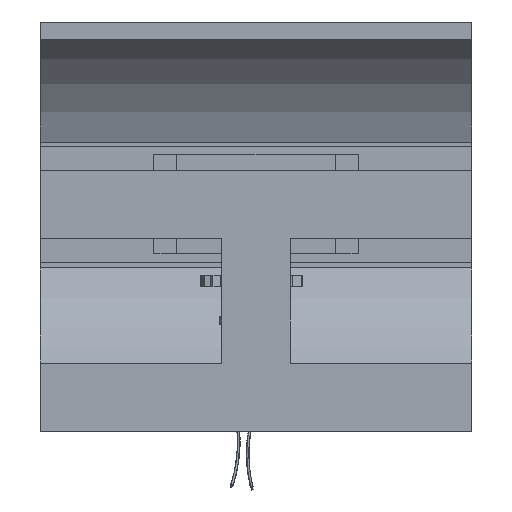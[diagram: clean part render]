
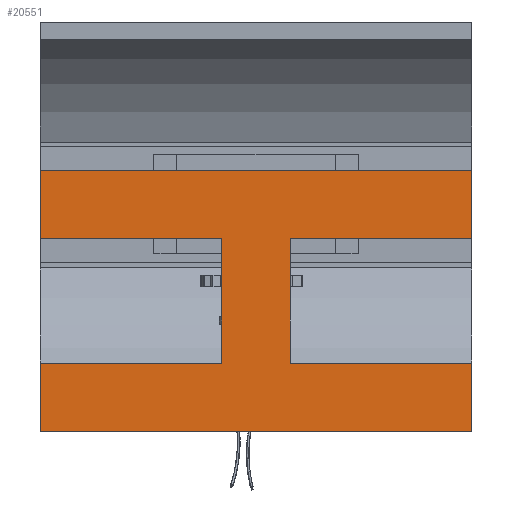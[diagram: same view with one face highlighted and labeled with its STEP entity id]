
A CAD part, front view. The second image highlights one B-rep face of the part: STEP entity #20551.
In plain terms, the highlighted planar face has unit normal (0, -1, 0).
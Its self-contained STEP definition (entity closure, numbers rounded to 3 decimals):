
#205 = LINE ( 'NONE', #11042, #21087 ) ;
#307 = EDGE_CURVE ( 'NONE', #34148, #1840, #3310, .T. ) ;
#1081 = VERTEX_POINT ( 'NONE', #11138 ) ;
#1169 = ORIENTED_EDGE ( 'NONE', *, *, #20341, .T. ) ;
#1840 = VERTEX_POINT ( 'NONE', #5168 ) ;
#2098 = VERTEX_POINT ( 'NONE', #19388 ) ;
#2884 = CARTESIAN_POINT ( 'NONE',  ( 190., -20., -55. ) ) ;
#3298 = VECTOR ( 'NONE', #25738, 1000. ) ;
#3310 = LINE ( 'NONE', #17863, #3298 ) ;
#3416 = ORIENTED_EDGE ( 'NONE', *, *, #4059, .F. ) ;
#3967 = DIRECTION ( 'NONE',  ( 0., 0., -1. ) ) ;
#4009 = EDGE_CURVE ( 'NONE', #23313, #27289, #8404, .T. ) ;
#4059 = EDGE_CURVE ( 'NONE', #22664, #23297, #7864, .T. ) ;
#4205 = ORIENTED_EDGE ( 'NONE', *, *, #307, .F. ) ;
#4426 = CARTESIAN_POINT ( 'NONE',  ( 190., -20., 55. ) ) ;
#5168 = CARTESIAN_POINT ( 'NONE',  ( -190., -20., 55. ) ) ;
#5382 = DIRECTION ( 'NONE',  ( -1., 0., 0. ) ) ;
#5690 = DIRECTION ( 'NONE',  ( -1., 0., 0. ) ) ;
#6416 = DIRECTION ( 'NONE',  ( 0., 0., 1. ) ) ;
#6443 = ORIENTED_EDGE ( 'NONE', *, *, #33535, .F. ) ;
#6926 = CARTESIAN_POINT ( 'NONE',  ( -190., -20., -115. ) ) ;
#7146 = CARTESIAN_POINT ( 'NONE',  ( -190., -20., 115. ) ) ;
#7445 = ORIENTED_EDGE ( 'NONE', *, *, #12018, .T. ) ;
#7724 = EDGE_CURVE ( 'NONE', #23313, #1081, #33427, .T. ) ;
#7864 = LINE ( 'NONE', #8238, #33653 ) ;
#8238 = CARTESIAN_POINT ( 'NONE',  ( 190., -20., 115. ) ) ;
#8404 = LINE ( 'NONE', #19266, #27422 ) ;
#8645 = VECTOR ( 'NONE', #3967, 1000. ) ;
#8949 = VECTOR ( 'NONE', #9391, 1000. ) ;
#9035 = VECTOR ( 'NONE', #24707, 1000. ) ;
#9076 = CARTESIAN_POINT ( 'NONE',  ( 30., -20., 115. ) ) ;
#9391 = DIRECTION ( 'NONE',  ( -1., 0., 0. ) ) ;
#9682 = ORIENTED_EDGE ( 'NONE', *, *, #4009, .T. ) ;
#9791 = CARTESIAN_POINT ( 'NONE',  ( 190., -20., 115. ) ) ;
#10783 = VECTOR ( 'NONE', #34127, 1000. ) ;
#11042 = CARTESIAN_POINT ( 'NONE',  ( 30., -20., 115. ) ) ;
#11138 = CARTESIAN_POINT ( 'NONE',  ( -190., -20., -115. ) ) ;
#12018 = EDGE_CURVE ( 'NONE', #14888, #16309, #12375, .T. ) ;
#12249 = LINE ( 'NONE', #6926, #21875 ) ;
#12375 = LINE ( 'NONE', #23255, #10783 ) ;
#13314 = VECTOR ( 'NONE', #5690, 1000. ) ;
#14888 = VERTEX_POINT ( 'NONE', #30817 ) ;
#15126 = ORIENTED_EDGE ( 'NONE', *, *, #7724, .F. ) ;
#15497 = CARTESIAN_POINT ( 'NONE',  ( -190., -20., 115. ) ) ;
#15534 = ORIENTED_EDGE ( 'NONE', *, *, #18143, .T. ) ;
#16309 = VERTEX_POINT ( 'NONE', #19100 ) ;
#17102 = PLANE ( 'NONE',  #30207 ) ;
#17479 = LINE ( 'NONE', #33514, #8645 ) ;
#17863 = CARTESIAN_POINT ( 'NONE',  ( 190., -20., 55. ) ) ;
#17967 = CARTESIAN_POINT ( 'NONE',  ( 190., -20., -115. ) ) ;
#18143 = EDGE_CURVE ( 'NONE', #27289, #27500, #29929, .T. ) ;
#19100 = CARTESIAN_POINT ( 'NONE',  ( -190., -20., -55. ) ) ;
#19266 = CARTESIAN_POINT ( 'NONE',  ( 190., -20., -115. ) ) ;
#19388 = CARTESIAN_POINT ( 'NONE',  ( 30., -20., 55. ) ) ;
#19609 = ORIENTED_EDGE ( 'NONE', *, *, #22675, .T. ) ;
#19698 = CARTESIAN_POINT ( 'NONE',  ( 30., -20., 115. ) ) ;
#19856 = EDGE_CURVE ( 'NONE', #34148, #14888, #17479, .T. ) ;
#19937 = DIRECTION ( 'NONE',  ( 0., 1., 0. ) ) ;
#20341 = EDGE_CURVE ( 'NONE', #22664, #34312, #205, .T. ) ;
#20551 = ADVANCED_FACE ( 'NONE', ( #22433 ), #17102, .F. ) ;
#21087 = VECTOR ( 'NONE', #5382, 1000. ) ;
#21223 = DIRECTION ( 'NONE',  ( 0., 0., -1. ) ) ;
#21376 = CARTESIAN_POINT ( 'NONE',  ( 30., -20., -55. ) ) ;
#21674 = LINE ( 'NONE', #19698, #9035 ) ;
#21875 = VECTOR ( 'NONE', #23115, 1000. ) ;
#22433 = FACE_OUTER_BOUND ( 'NONE', #26520, .T. ) ;
#22664 = VERTEX_POINT ( 'NONE', #9791 ) ;
#22675 = EDGE_CURVE ( 'NONE', #34312, #1840, #31542, .T. ) ;
#23109 = LINE ( 'NONE', #4426, #8949 ) ;
#23115 = DIRECTION ( 'NONE',  ( 0., 0., 1. ) ) ;
#23255 = CARTESIAN_POINT ( 'NONE',  ( 190., -20., -55. ) ) ;
#23297 = VERTEX_POINT ( 'NONE', #23305 ) ;
#23305 = CARTESIAN_POINT ( 'NONE',  ( 190., -20., 55. ) ) ;
#23313 = VERTEX_POINT ( 'NONE', #17967 ) ;
#23766 = ORIENTED_EDGE ( 'NONE', *, *, #31256, .F. ) ;
#24707 = DIRECTION ( 'NONE',  ( 0., 0., -1. ) ) ;
#25738 = DIRECTION ( 'NONE',  ( -1., 0., 0. ) ) ;
#26326 = EDGE_CURVE ( 'NONE', #1081, #16309, #12249, .T. ) ;
#26520 = EDGE_LOOP ( 'NONE', ( #31126, #7445, #33454, #15126, #9682, #15534, #6443, #23766, #3416, #1169, #19609, #4205 ) ) ;
#26854 = VECTOR ( 'NONE', #29211, 1000. ) ;
#27124 = DIRECTION ( 'NONE',  ( 0., 0., 1. ) ) ;
#27289 = VERTEX_POINT ( 'NONE', #28171 ) ;
#27422 = VECTOR ( 'NONE', #27124, 1000. ) ;
#27500 = VERTEX_POINT ( 'NONE', #21376 ) ;
#28171 = CARTESIAN_POINT ( 'NONE',  ( 190., -20., -55. ) ) ;
#29211 = DIRECTION ( 'NONE',  ( 0., 0., -1. ) ) ;
#29564 = DIRECTION ( 'NONE',  ( -1., 0., 0. ) ) ;
#29929 = LINE ( 'NONE', #2884, #33084 ) ;
#30207 = AXIS2_PLACEMENT_3D ( 'NONE', #9076, #19937, #6416 ) ;
#30817 = CARTESIAN_POINT ( 'NONE',  ( -30., -20., -55. ) ) ;
#31126 = ORIENTED_EDGE ( 'NONE', *, *, #19856, .T. ) ;
#31256 = EDGE_CURVE ( 'NONE', #23297, #2098, #23109, .T. ) ;
#31542 = LINE ( 'NONE', #7146, #26854 ) ;
#33084 = VECTOR ( 'NONE', #29564, 1000. ) ;
#33185 = CARTESIAN_POINT ( 'NONE',  ( -30., -20., 55. ) ) ;
#33260 = CARTESIAN_POINT ( 'NONE',  ( 30., -20., -115. ) ) ;
#33427 = LINE ( 'NONE', #33260, #13314 ) ;
#33454 = ORIENTED_EDGE ( 'NONE', *, *, #26326, .F. ) ;
#33514 = CARTESIAN_POINT ( 'NONE',  ( -30., -20., 115. ) ) ;
#33535 = EDGE_CURVE ( 'NONE', #2098, #27500, #21674, .T. ) ;
#33653 = VECTOR ( 'NONE', #21223, 1000. ) ;
#34127 = DIRECTION ( 'NONE',  ( -1., 0., 0. ) ) ;
#34148 = VERTEX_POINT ( 'NONE', #33185 ) ;
#34312 = VERTEX_POINT ( 'NONE', #15497 ) ;
